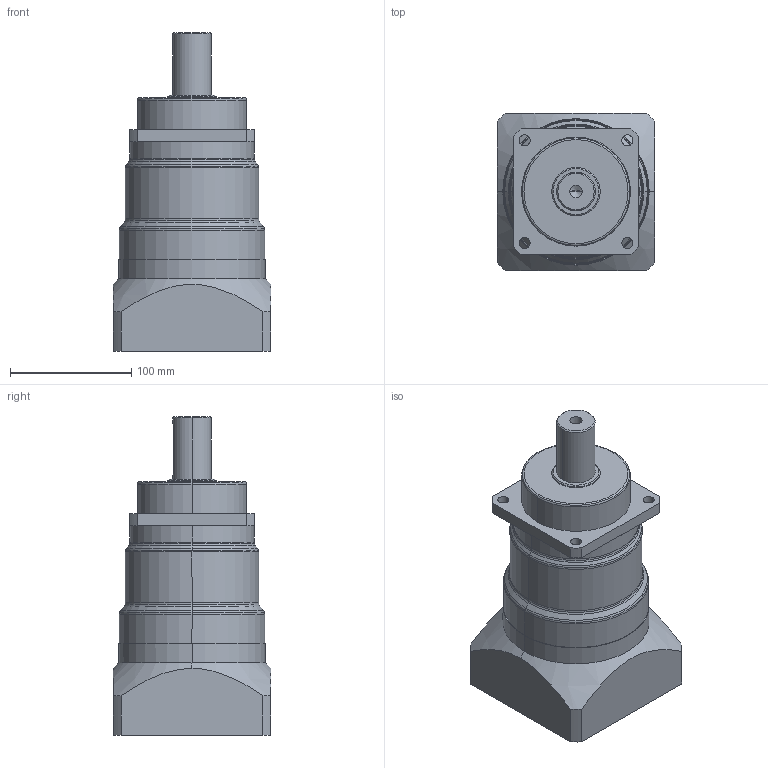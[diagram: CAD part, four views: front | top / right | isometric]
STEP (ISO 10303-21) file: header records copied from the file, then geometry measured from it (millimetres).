
FILE_DESCRIPTION((''),'2;1');
FILE_NAME('VRS100-S2-L2','2022-06-14T15:09:02',('Administrator'),(''),'CREO PARAMETRIC BY PTC INC, 2019010','CREO PARAMETRIC BY PTC INC, 2019010','');
FILE_SCHEMA(('CONFIG_CONTROL_DESIGN'));
Length unit declared in the file: millimetre
Products named in the file (1): VRS100-S2-L2
Bounding box: 130 x 130 x 263.5 mm (x, y, z)
Volume: 2211410.3 mm3; surface area: 151305.8 mm2
Topology: 1 solids, 1 shells, 193 faces, 481 edges, 302 vertices
Faces by surface type: cylinder 68, plane 65, torus 36, cone 24
Entity records: 5960 total; most frequent: CARTESIAN_POINT 1164, DIRECTION 1086, ORIENTED_EDGE 942, EDGE_CURVE 471, AXIS2_PLACEMENT_3D 440, VERTEX_POINT 302, CIRCLE 247, EDGE_LOOP 223
